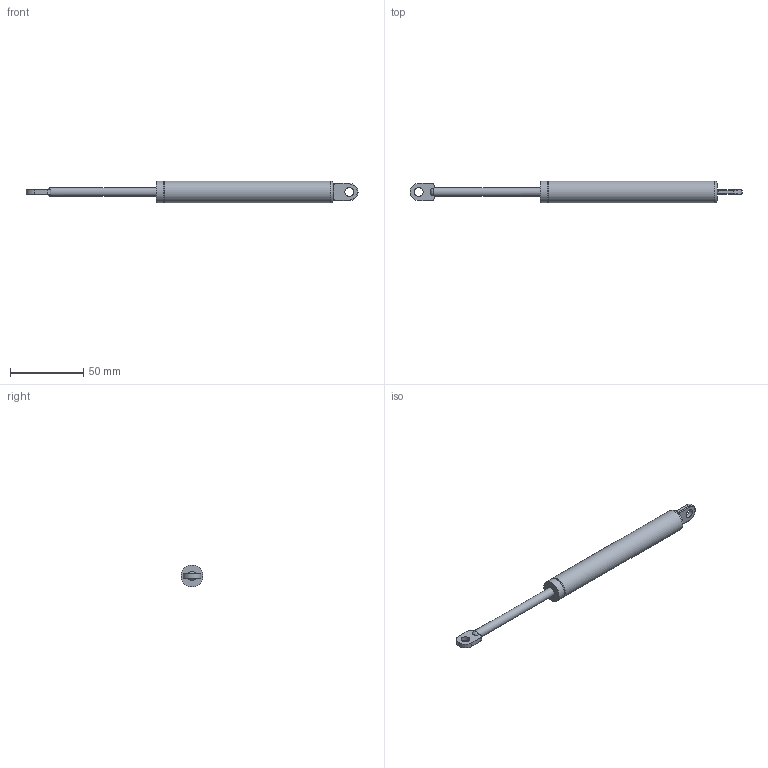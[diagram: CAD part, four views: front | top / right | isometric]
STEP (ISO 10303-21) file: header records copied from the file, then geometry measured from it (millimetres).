
FILE_DESCRIPTION(/* description */ (''),/* implementation_level */ '2;1');
FILE_NAME(/* name */ 'DR_SB-215.stp',/* time_stamp */ '2017-09-18T14:08:53+09:00',/* author */ ('user'),/* organization */ (''),/* preprocessor_version */ 'ST-DEVELOPER v15.6',/* originating_system */ 'Autodesk Inventor 2015',/* authorisation */ '');
FILE_SCHEMA (('AUTOMOTIVE_DESIGN { 1 0 10303 214 3 1 1 }'));
Length unit declared in the file: millimetre
Products named in the file (3): DR_SB215-BASE; DR_SB215-SUPPORT; DR_SB-215
Bounding box: 227 x 15 x 15 mm (x, y, z)
Volume: 21058 mm3; surface area: 10623.4 mm2
Topology: 3 solids, 3 shells, 53 faces, 120 edges, 74 vertices
Faces by surface type: cylinder 23, plane 17, torus 7, bspline 6
Full cylindrical faces by diameter (mm): 5.5 x1, 6 x5, 14.5 x1, 15 x2
Entity records: 1746 total; most frequent: CARTESIAN_POINT 535, DIRECTION 258, ORIENTED_EDGE 208, AXIS2_PLACEMENT_3D 108, EDGE_CURVE 104, EDGE_LOOP 72, VERTEX_POINT 72, CIRCLE 56
